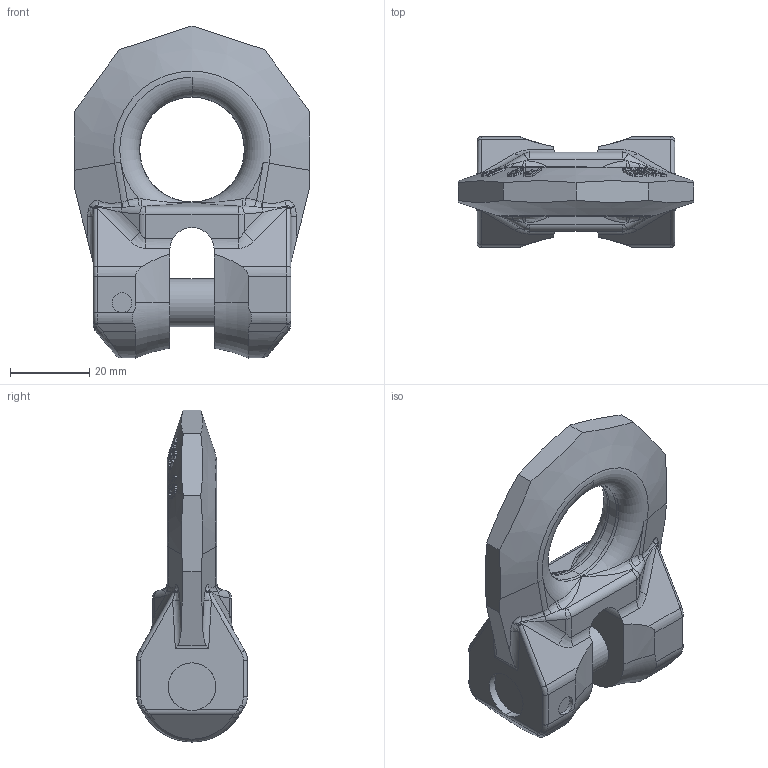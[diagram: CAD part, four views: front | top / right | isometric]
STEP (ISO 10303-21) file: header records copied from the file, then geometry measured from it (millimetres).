
FILE_DESCRIPTION((''),'2;1');
FILE_NAME('001-M31127-P-3','2014-08-21T',('Andreas.Wendler'),(''),'PRO/ENGINEER BY PARAMETRIC TECHNOLOGY CORPORATION, 2010140','PRO/ENGINEER BY PARAMETRIC TECHNOLOGY CORPORATION, 2010140','');
FILE_SCHEMA(('CONFIG_CONTROL_DESIGN'));
Length unit declared in the file: millimetre
Products named in the file (1): 001-M31127-P-3
Bounding box: 59.5 x 28 x 84.03 mm (x, y, z)
Volume: 49983.2 mm3; surface area: 12298.8 mm2
Topology: 1 solids, 1 shells, 417 faces, 1095 edges, 692 vertices
Faces by surface type: plane 245, cylinder 73, bspline 68, cone 17, torus 14
Entity records: 15758 total; most frequent: CARTESIAN_POINT 6749, ORIENTED_EDGE 2190, DIRECTION 1385, EDGE_CURVE 1095, VERTEX_POINT 692, B_SPLINE_CURVE_WITH_KNOTS 570, AXIS2_PLACEMENT_3D 511, EDGE_LOOP 433
